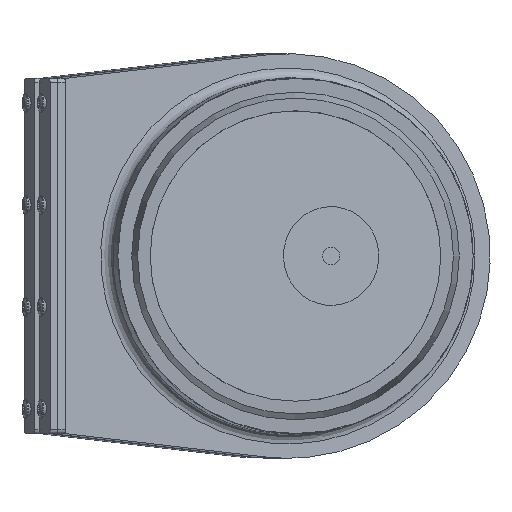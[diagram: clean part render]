
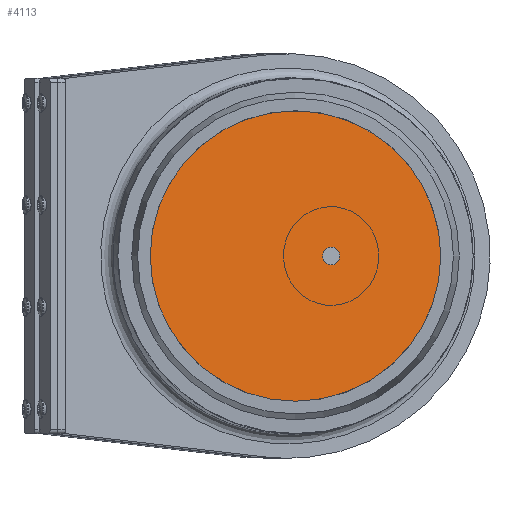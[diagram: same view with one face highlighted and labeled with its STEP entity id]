
A CAD part, left-side view. The second image highlights one B-rep face of the part: STEP entity #4113.
In plain terms, the highlighted planar face has unit normal (0.966, 0.259, 0).
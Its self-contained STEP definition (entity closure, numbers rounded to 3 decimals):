
#50 = VERTEX_POINT ( 'NONE', #1034 ) ;
#246 = CARTESIAN_POINT ( 'NONE',  ( 327.476, 28.742, 101.805 ) ) ;
#332 = EDGE_LOOP ( 'NONE', ( #7825 ) ) ;
#451 = DIRECTION ( 'NONE',  ( -0.259, 0.966, 0. ) ) ;
#534 = CARTESIAN_POINT ( 'NONE',  ( 344.973, -36.558, 109.45 ) ) ;
#577 = FACE_BOUND ( 'NONE', #332, .T. ) ;
#949 = CARTESIAN_POINT ( 'NONE',  ( 300.458, 129.573, 90. ) ) ;
#1034 = CARTESIAN_POINT ( 'NONE',  ( 300.458, 129.573, 90. ) ) ;
#1385 = CARTESIAN_POINT ( 'NONE',  ( 327.476, 28.742, -101.805 ) ) ;
#2117 = LINE ( 'NONE', #8458, #5503 ) ;
#2155 = VECTOR ( 'NONE', #5933, 1000. ) ;
#2225 =( BOUNDED_CURVE ( )  B_SPLINE_CURVE ( 3, ( #3386, #3257, #3423, #4071, #4703, #534, #2626 ),
 .UNSPECIFIED., .F., .F. ) 
 B_SPLINE_CURVE_WITH_KNOTS ( ( 4, 3, 4 ),
 ( 1.454, 3.142, 4.829 ),
 .UNSPECIFIED. ) 
 CURVE ( )  GEOMETRIC_REPRESENTATION_ITEM ( )  RATIONAL_B_SPLINE_CURVE ( ( 1., 0.776, 0.776, 1., 0.776, 0.776, 1. ) ) 
 REPRESENTATION_ITEM ( '' )  );
#2355 = ORIENTED_EDGE ( 'NONE', *, *, #4159, .F. ) ;
#2588 = VERTEX_POINT ( 'NONE', #1385 ) ;
#2626 = CARTESIAN_POINT ( 'NONE',  ( 327.476, 28.742, 101.805 ) ) ;
#2826 = ORIENTED_EDGE ( 'NONE', *, *, #7526, .F. ) ;
#3163 = CARTESIAN_POINT ( 'NONE',  ( 340.017, -18.062, 0. ) ) ;
#3257 = CARTESIAN_POINT ( 'NONE',  ( 344.973, -36.558, -109.45 ) ) ;
#3386 = CARTESIAN_POINT ( 'NONE',  ( 327.476, 28.742, -101.805 ) ) ;
#3423 = CARTESIAN_POINT ( 'NONE',  ( 358.135, -85.677, -65.746 ) ) ;
#3740 = EDGE_CURVE ( 'NONE', #8081, #8081, #7084, .T. ) ;
#4001 = VERTEX_POINT ( 'NONE', #246 ) ;
#4048 = CARTESIAN_POINT ( 'NONE',  ( 338.853, -13.715, 0. ) ) ;
#4071 = CARTESIAN_POINT ( 'NONE',  ( 358.135, -85.677, 0. ) ) ;
#4102 = EDGE_CURVE ( 'NONE', #2588, #4001, #2225, .T. ) ;
#4113 = ADVANCED_FACE ( 'NONE', ( #577, #5432 ), #7498, .F. ) ;
#4159 = EDGE_CURVE ( 'NONE', #4001, #50, #2117, .T. ) ;
#4703 = CARTESIAN_POINT ( 'NONE',  ( 358.135, -85.677, 65.746 ) ) ;
#4790 = CARTESIAN_POINT ( 'NONE',  ( 330.67, 16.823, 0. ) ) ;
#5303 = VERTEX_POINT ( 'NONE', #7628 ) ;
#5391 = DIRECTION ( 'NONE',  ( -0.966, -0.259, 0. ) ) ;
#5432 = FACE_OUTER_BOUND ( 'NONE', #6408, .T. ) ;
#5503 = VECTOR ( 'NONE', #8368, 1000. ) ;
#5541 = LINE ( 'NONE', #6349, #6202 ) ;
#5715 = DIRECTION ( 'NONE',  ( 0.257, -0.96, -0.112 ) ) ;
#5929 = AXIS2_PLACEMENT_3D ( 'NONE', #3163, #8694, #451 ) ;
#5933 = DIRECTION ( 'NONE',  ( 0., 0., -1. ) ) ;
#6202 = VECTOR ( 'NONE', #5715, 1000. ) ;
#6349 = CARTESIAN_POINT ( 'NONE',  ( 300.458, 129.573, -90. ) ) ;
#6408 = EDGE_LOOP ( 'NONE', ( #2355, #8871, #2826, #8785 ) ) ;
#6663 = LINE ( 'NONE', #949, #2155 ) ;
#7084 = CIRCLE ( 'NONE', #5929, 4.5 ) ;
#7092 = AXIS2_PLACEMENT_3D ( 'NONE', #4790, #5391, #8195 ) ;
#7498 = PLANE ( 'NONE',  #7092 ) ;
#7526 = EDGE_CURVE ( 'NONE', #5303, #2588, #5541, .T. ) ;
#7628 = CARTESIAN_POINT ( 'NONE',  ( 300.458, 129.573, -90. ) ) ;
#7713 = EDGE_CURVE ( 'NONE', #50, #5303, #6663, .T. ) ;
#7825 = ORIENTED_EDGE ( 'NONE', *, *, #3740, .T. ) ;
#8081 = VERTEX_POINT ( 'NONE', #4048 ) ;
#8195 = DIRECTION ( 'NONE',  ( -0.259, 0.966, 0. ) ) ;
#8368 = DIRECTION ( 'NONE',  ( -0.257, 0.96, -0.112 ) ) ;
#8458 = CARTESIAN_POINT ( 'NONE',  ( 327.476, 28.742, 101.805 ) ) ;
#8694 = DIRECTION ( 'NONE',  ( -0.966, -0.259, 0. ) ) ;
#8785 = ORIENTED_EDGE ( 'NONE', *, *, #7713, .F. ) ;
#8871 = ORIENTED_EDGE ( 'NONE', *, *, #4102, .F. ) ;
